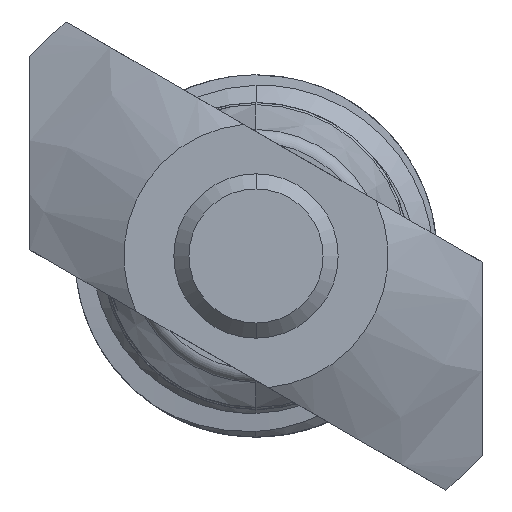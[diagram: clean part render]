
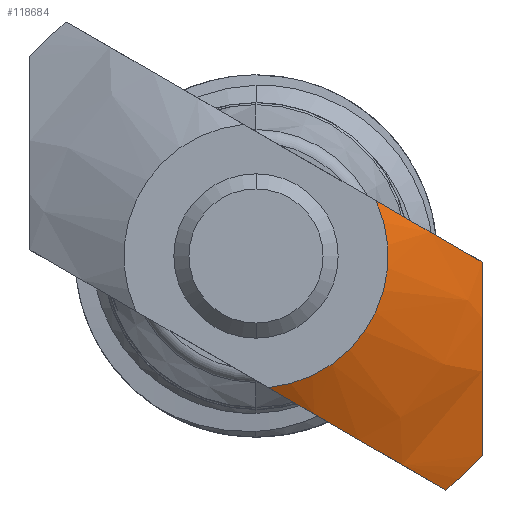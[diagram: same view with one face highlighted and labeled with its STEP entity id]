
A CAD part, front view. The second image highlights one B-rep face of the part: STEP entity #118684.
In plain terms, the highlighted conical face has half-angle 57.5 degrees and reference radius 14 mm.
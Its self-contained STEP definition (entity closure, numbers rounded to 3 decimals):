
#1454 = CARTESIAN_POINT ( 'NONE',  ( 0., -3.152, 0. ) ) ;
#2143 = EDGE_CURVE ( 'NONE', #30192, #57494, #10856, .T. ) ;
#2893 = CARTESIAN_POINT ( 'NONE',  ( 0., -1.241, 0. ) ) ;
#4978 = CARTESIAN_POINT ( 'NONE',  ( 8.255, -4.788, -1.744 ) ) ;
#7019 = ORIENTED_EDGE ( 'NONE', *, *, #105475, .T. ) ;
#7283 = B_SPLINE_CURVE_WITH_KNOTS ( 'NONE', 3,
 ( #103920, #81534, #122386, #243769, #245054, #4978, #105215, #85403, #246347, #45868 ),
 .UNSPECIFIED., .F., .F.,
 ( 4, 2, 2, 2, 4 ),
 ( 0.006, 0.01, 0.012, 0.013, 0.013 ),
 .UNSPECIFIED. ) ;
#10856 = CIRCLE ( 'NONE', #53054, 4.826 ) ;
#11758 = CARTESIAN_POINT ( 'NONE',  ( 1.025, -6.84, -5.138 ) ) ;
#13126 = B_SPLINE_CURVE_WITH_KNOTS ( 'NONE', 3,
 ( #90898, #11758, #253141, #30256, #92191, #131716, #31558, #172663 ),
 .UNSPECIFIED., .F., .F.,
 ( 4, 2, 2, 4 ),
 ( 0.026, 0.028, 0.03, 0.034 ),
 .UNSPECIFIED. ) ;
#19964 = DIRECTION ( 'NONE',  ( 0., 0., 1. ) ) ;
#22685 = DIRECTION ( 'NONE',  ( 0., 1., 0. ) ) ;
#23076 = EDGE_LOOP ( 'NONE', ( #142088, #211283, #212573, #7019, #139523 ) ) ;
#28334 = CARTESIAN_POINT ( 'NONE',  ( 5.065, -6.796, 1.622 ) ) ;
#30192 = VERTEX_POINT ( 'NONE', #115261 ) ;
#30256 = CARTESIAN_POINT ( 'NONE',  ( 2.676, -5.929, -6.091 ) ) ;
#31558 = CARTESIAN_POINT ( 'NONE',  ( 5.876, -3.874, -7.939 ) ) ;
#40091 = B_SPLINE_CURVE_WITH_KNOTS ( 'NONE', 3,
 ( #48123, #230130, #67903, #170731, #28334, #71815 ),
 .UNSPECIFIED., .F., .F.,
 ( 4, 2, 4 ),
 ( 0.015, 0.017, 0.02 ),
 .UNSPECIFIED. ) ;
#41032 = DIRECTION ( 'NONE',  ( 0., -1., 0. ) ) ;
#45868 = CARTESIAN_POINT ( 'NONE',  ( 8.255, -4.899, -0.22 ) ) ;
#48123 = CARTESIAN_POINT ( 'NONE',  ( 8.255, -4.899, -0.22 ) ) ;
#53054 = AXIS2_PLACEMENT_3D ( 'NONE', #129752, #210292, #190490 ) ;
#53772 = EDGE_CURVE ( 'NONE', #158413, #234291, #7283, .T. ) ;
#57494 = VERTEX_POINT ( 'NONE', #107222 ) ;
#57940 = CARTESIAN_POINT ( 'NONE',  ( 8.255, -3.152, -7.27 ) ) ;
#65606 = CIRCLE ( 'NONE', #196099, 11. ) ;
#67903 = CARTESIAN_POINT ( 'NONE',  ( 6.998, -5.699, 0.506 ) ) ;
#69725 = EDGE_CURVE ( 'NONE', #57494, #165275, #13126, .T. ) ;
#71815 = CARTESIAN_POINT ( 'NONE',  ( 4.386, -7.085, 2.014 ) ) ;
#81534 = CARTESIAN_POINT ( 'NONE',  ( 8.255, -3.625, -6.147 ) ) ;
#85403 = CARTESIAN_POINT ( 'NONE',  ( 8.255, -4.878, -0.834 ) ) ;
#90898 = CARTESIAN_POINT ( 'NONE',  ( 0.449, -7.085, -4.805 ) ) ;
#92191 = CARTESIAN_POINT ( 'NONE',  ( 3.215, -5.6, -6.402 ) ) ;
#97062 = AXIS2_PLACEMENT_3D ( 'NONE', #2893, #22685, #103127 ) ;
#103127 = DIRECTION ( 'NONE',  ( 0., 0., 1. ) ) ;
#103920 = CARTESIAN_POINT ( 'NONE',  ( 8.255, -3.152, -7.27 ) ) ;
#105215 = CARTESIAN_POINT ( 'NONE',  ( 8.255, -4.825, -1.442 ) ) ;
#105475 = EDGE_CURVE ( 'NONE', #165275, #158413, #65606, .T. ) ;
#107222 = CARTESIAN_POINT ( 'NONE',  ( 0.449, -7.085, -4.805 ) ) ;
#115261 = CARTESIAN_POINT ( 'NONE',  ( 4.386, -7.085, 2.014 ) ) ;
#116557 = EDGE_CURVE ( 'NONE', #234291, #30192, #40091, .T. ) ;
#118684 = ADVANCED_FACE ( 'NONE', ( #204669 ), #177093, .T. ) ;
#122386 = CARTESIAN_POINT ( 'NONE',  ( 8.255, -4.051, -4.995 ) ) ;
#129752 = CARTESIAN_POINT ( 'NONE',  ( 0., -7.085, 0. ) ) ;
#131716 = CARTESIAN_POINT ( 'NONE',  ( 4.821, -4.585, -7.33 ) ) ;
#139523 = ORIENTED_EDGE ( 'NONE', *, *, #53772, .T. ) ;
#142088 = ORIENTED_EDGE ( 'NONE', *, *, #116557, .T. ) ;
#151154 = CARTESIAN_POINT ( 'NONE',  ( 8.255, -4.899, -0.22 ) ) ;
#158413 = VERTEX_POINT ( 'NONE', #57940 ) ;
#165275 = VERTEX_POINT ( 'NONE', #211174 ) ;
#170731 = CARTESIAN_POINT ( 'NONE',  ( 5.716, -6.444, 1.246 ) ) ;
#172663 = CARTESIAN_POINT ( 'NONE',  ( 6.927, -3.152, -8.545 ) ) ;
#177093 = CONICAL_SURFACE ( 'NONE', #97062, 14., 1.004 ) ;
#190490 = DIRECTION ( 'NONE',  ( 0., 0., 1. ) ) ;
#196099 = AXIS2_PLACEMENT_3D ( 'NONE', #1454, #41032, #19964 ) ;
#204669 = FACE_OUTER_BOUND ( 'NONE', #23076, .T. ) ;
#210292 = DIRECTION ( 'NONE',  ( 0., 1., 0. ) ) ;
#211174 = CARTESIAN_POINT ( 'NONE',  ( 6.927, -3.152, -8.545 ) ) ;
#211283 = ORIENTED_EDGE ( 'NONE', *, *, #2143, .T. ) ;
#212573 = ORIENTED_EDGE ( 'NONE', *, *, #69725, .T. ) ;
#230130 = CARTESIAN_POINT ( 'NONE',  ( 7.629, -5.304, 0.142 ) ) ;
#234291 = VERTEX_POINT ( 'NONE', #151154 ) ;
#243769 = CARTESIAN_POINT ( 'NONE',  ( 8.255, -4.521, -3.236 ) ) ;
#245054 = CARTESIAN_POINT ( 'NONE',  ( 8.255, -4.65, -2.644 ) ) ;
#246347 = CARTESIAN_POINT ( 'NONE',  ( 8.255, -4.894, -0.527 ) ) ;
#253141 = CARTESIAN_POINT ( 'NONE',  ( 1.581, -6.549, -5.459 ) ) ;
